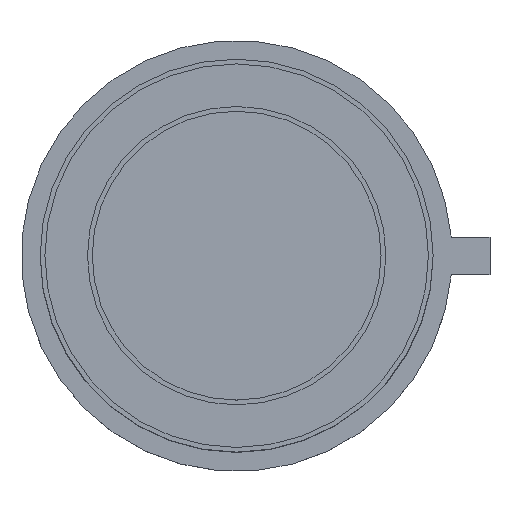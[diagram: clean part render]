
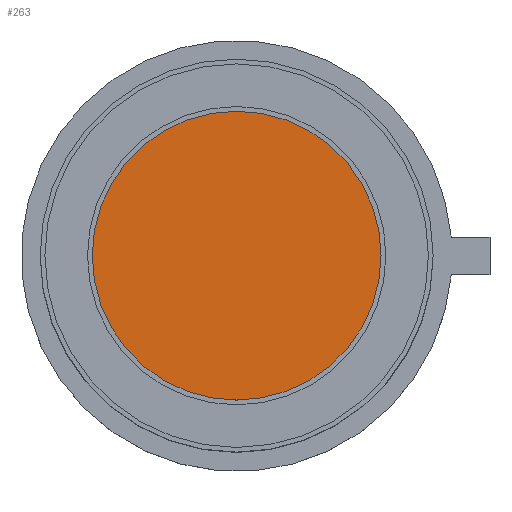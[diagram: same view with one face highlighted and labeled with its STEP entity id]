
A CAD part, top view. The second image highlights one B-rep face of the part: STEP entity #263.
In plain terms, the highlighted planar face has unit normal (0, 0, 1).
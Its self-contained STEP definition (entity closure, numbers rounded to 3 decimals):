
#53=PLANE('',#317);
#84=FACE_OUTER_BOUND('',#114,.T.);
#114=EDGE_LOOP('',(#224));
#135=CIRCLE('',#318,3.05);
#158=VERTEX_POINT('',#470);
#183=EDGE_CURVE('',#158,#158,#135,.T.);
#224=ORIENTED_EDGE('',*,*,#183,.T.);
#263=ADVANCED_FACE('',(#84),#53,.T.);
#317=AXIS2_PLACEMENT_3D('',#469,#392,#393);
#318=AXIS2_PLACEMENT_3D('',#471,#394,#395);
#392=DIRECTION('center_axis',(0.,0.,1.));
#393=DIRECTION('ref_axis',(1.,0.,0.));
#394=DIRECTION('center_axis',(0.,0.,1.));
#395=DIRECTION('ref_axis',(-1.,0.,0.));
#469=CARTESIAN_POINT('Origin',(0.,0.,4.5));
#470=CARTESIAN_POINT('',(3.05,0.,4.5));
#471=CARTESIAN_POINT('Origin',(0.,0.,4.5));
